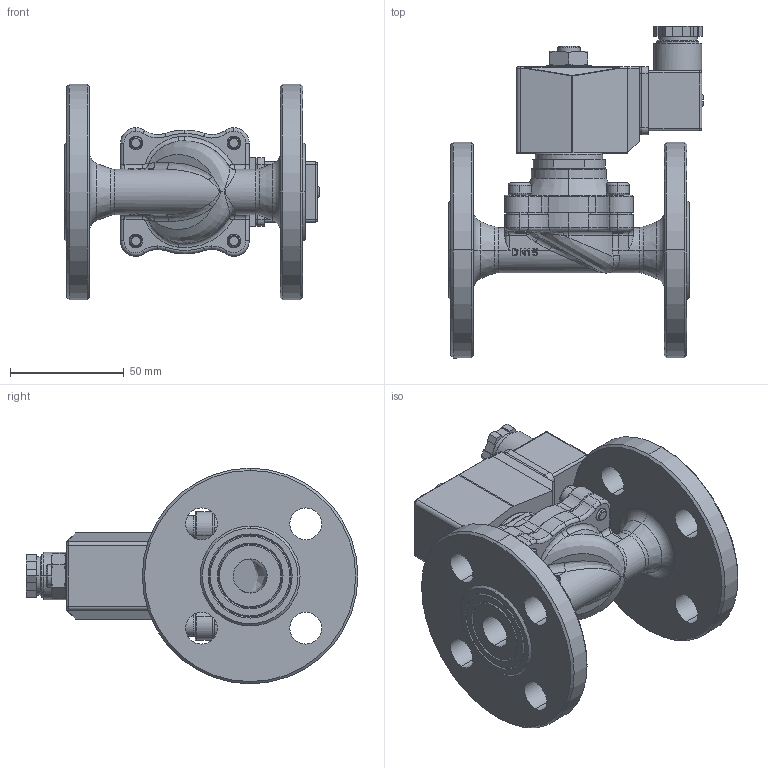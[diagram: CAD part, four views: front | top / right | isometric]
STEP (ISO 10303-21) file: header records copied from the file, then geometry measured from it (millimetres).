
FILE_DESCRIPTION (( 'STEP AP214' ), '1' );
FILE_NAME ('242FL DN15.STEP', '2023-04-26T12:47:46', ( 'admin' ), ( 'Hewlett-Packard Company' ), 'SwSTEP 2.0', 'SolidWorks 2015', '' );
FILE_SCHEMA (( 'AUTOMOTIVE_DESIGN' ));
Length unit declared in the file: millimetre
Products named in the file (21): ENG-009281; ENG-009287; ENG-009280; ENG-009270; ENG-017877; ENG-009291; ENG-009284; ENG-009285; ENG-009271; ENG-009288; ENG-009292; ENG-009290; 242FL_DN15; ENG-009289; ENG-009273; 242FL DN15; ENG-009282; ENG-009278; ENG-009286; ENG-009279; ENG-009283
Assembly tree (21 placements, depth 4):
  242FL DN15
    242FL_DN15
    ENG-009292
      ENG-009290
      ENG-009270
      ENG-017877
        ENG-009271
        ENG-009278
        ENG-009279
      ENG-009273
      ENG-009280
      ENG-009281  x2
      ENG-009282
      ENG-009283
      ENG-009284
      ENG-009285
      ENG-009286
      ENG-009287
      ENG-009288
      ENG-009289
      ENG-009291
Bounding box: 112.3 x 146.2 x 95 mm (x, y, z)
Volume: 92608.5 mm3; surface area: 112326.8 mm2
Topology: 18 solids, 30 shells, 1136 faces, 2840 edges, 1784 vertices
Faces by surface type: plane 420, cylinder 372, bspline 160, cone 105, torus 76, sphere 3
Entity records: 92242 total; most frequent: CARTESIAN_POINT 53207, ORIENTED_EDGE 5583, DIRECTION 5050, EDGE_CURVE 2804, AXIS2_PLACEMENT_3D 1883, VERTEX_POINT 1774, VECTOR 1284, LINE 1284
